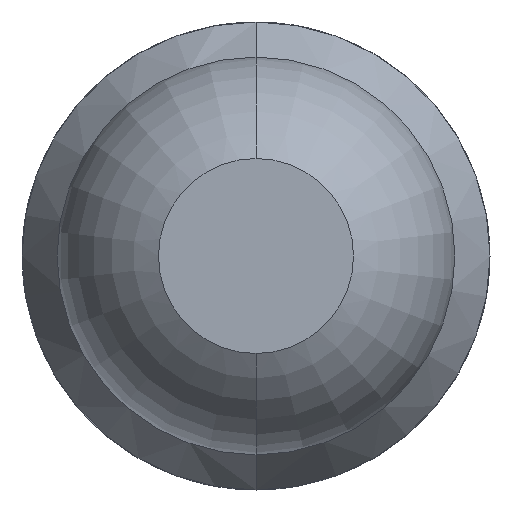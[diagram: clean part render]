
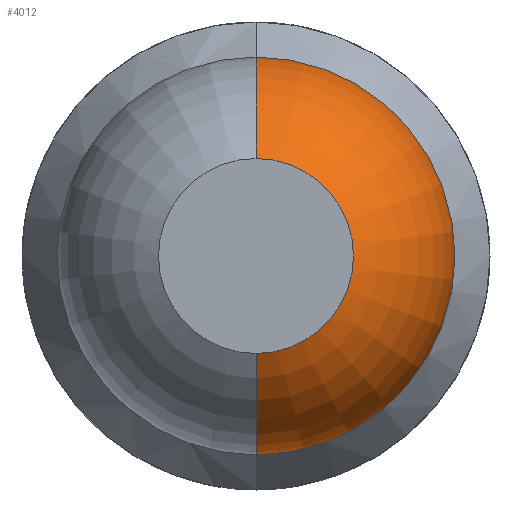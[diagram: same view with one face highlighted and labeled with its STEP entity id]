
A CAD part, front view. The second image highlights one B-rep face of the part: STEP entity #4012.
In plain terms, the highlighted toroidal (fillet/blend) face has major radius 0.01 mm and minor radius 0.5 mm.
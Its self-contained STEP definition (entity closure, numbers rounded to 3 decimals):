
#435 = CARTESIAN_POINT ( 'NONE',  ( 0., -26.961, 0. ) ) ;
#505 = ORIENTED_EDGE ( 'NONE', *, *, #2423, .F. ) ;
#674 = EDGE_CURVE ( 'Defeature ausgef�hrt1_46+Defeature ausgef�hrt1_44+Defeature ausgef�hrt1_44+Defeature ausgef�hrt1_44', #3612, #3099, #3154, .T. ) ;
#822 = DIRECTION ( 'NONE',  ( 0., 0., 1. ) ) ;
#996 = AXIS2_PLACEMENT_3D ( 'NONE', #435, #2962, #1885 ) ;
#1113 = DIRECTION ( 'NONE',  ( -1., 0., 0. ) ) ;
#1153 = DIRECTION ( 'NONE',  ( 0., 1., 0. ) ) ;
#1262 = ORIENTED_EDGE ( 'NONE', *, *, #674, .F. ) ;
#1408 = DIRECTION ( 'NONE',  ( 0., -1., 0. ) ) ;
#1513 = AXIS2_PLACEMENT_3D ( 'NONE', #2021, #3968, #4572 ) ;
#1690 = CIRCLE ( 'NONE', #1513, 0.5 ) ;
#1775 = DIRECTION ( 'NONE',  ( 0., 0., -1. ) ) ;
#1885 = DIRECTION ( 'NONE',  ( 0., 0., 1. ) ) ;
#2019 = EDGE_CURVE ( 'Defeature ausgef�hrt1_45+Defeature ausgef�hrt1_44+Defeature ausgef�hrt1_44+Defeature ausgef�hrt1_44', #2636, #2036, #3093, .T. ) ;
#2021 = CARTESIAN_POINT ( 'NONE',  ( 0., -26.961, -0.01 ) ) ;
#2036 = VERTEX_POINT ( 'NONE', #3353 ) ;
#2076 = ORIENTED_EDGE ( 'NONE', *, *, #2511, .T. ) ;
#2220 = TOROIDAL_SURFACE ( 'NONE', #996, 0.01, 0.5 ) ;
#2263 = FACE_OUTER_BOUND ( 'NONE', #3510, .T. ) ;
#2423 = EDGE_CURVE ( 'NONE', #3099, #2636, #3199, .T. ) ;
#2511 = EDGE_CURVE ( 'NONE', #3612, #2036, #1690, .T. ) ;
#2533 = CARTESIAN_POINT ( 'NONE',  ( 0., -27.4, 0.25 ) ) ;
#2588 = CARTESIAN_POINT ( 'NONE',  ( 0., -26.961, 0.51 ) ) ;
#2636 = VERTEX_POINT ( 'NONE', #2588 ) ;
#2921 = AXIS2_PLACEMENT_3D ( 'NONE', #2972, #1153, #822 ) ;
#2962 = DIRECTION ( 'NONE',  ( 0., 1., 0. ) ) ;
#2972 = CARTESIAN_POINT ( 'NONE',  ( 0., -26.961, 0. ) ) ;
#3093 = CIRCLE ( 'NONE', #2921, 0.51 ) ;
#3099 = VERTEX_POINT ( 'NONE', #2533 ) ;
#3154 = CIRCLE ( 'NONE', #4672, 0.25 ) ;
#3199 = CIRCLE ( 'NONE', #3489, 0.5 ) ;
#3231 = CARTESIAN_POINT ( 'NONE',  ( 0., -27.4, 0. ) ) ;
#3251 = CARTESIAN_POINT ( 'NONE',  ( 0., -27.4, -0.25 ) ) ;
#3353 = CARTESIAN_POINT ( 'NONE',  ( 0., -26.961, -0.51 ) ) ;
#3489 = AXIS2_PLACEMENT_3D ( 'NONE', #4022, #1113, #3700 ) ;
#3510 = EDGE_LOOP ( 'NONE', ( #1262, #2076, #4679, #505 ) ) ;
#3612 = VERTEX_POINT ( 'NONE', #3251 ) ;
#3700 = DIRECTION ( 'NONE',  ( 0., 0., 1. ) ) ;
#3968 = DIRECTION ( 'NONE',  ( 1., 0., 0. ) ) ;
#4012 = ADVANCED_FACE ( 'Defeature ausgef�hrt1_44', ( #2263 ), #2220, .T. ) ;
#4022 = CARTESIAN_POINT ( 'NONE',  ( 0., -26.961, 0.01 ) ) ;
#4572 = DIRECTION ( 'NONE',  ( 0., 0., -1. ) ) ;
#4672 = AXIS2_PLACEMENT_3D ( 'NONE', #3231, #1408, #1775 ) ;
#4679 = ORIENTED_EDGE ( 'NONE', *, *, #2019, .F. ) ;
